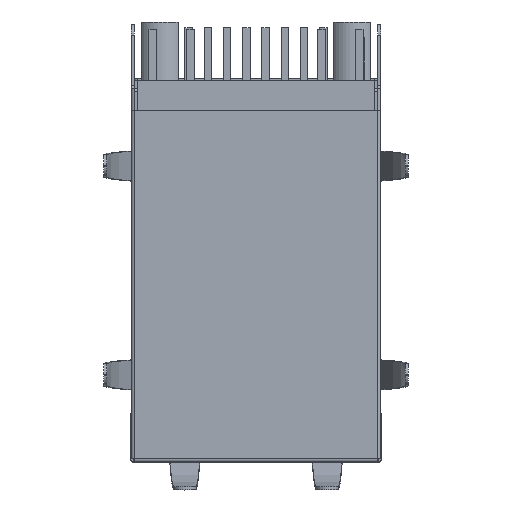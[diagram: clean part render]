
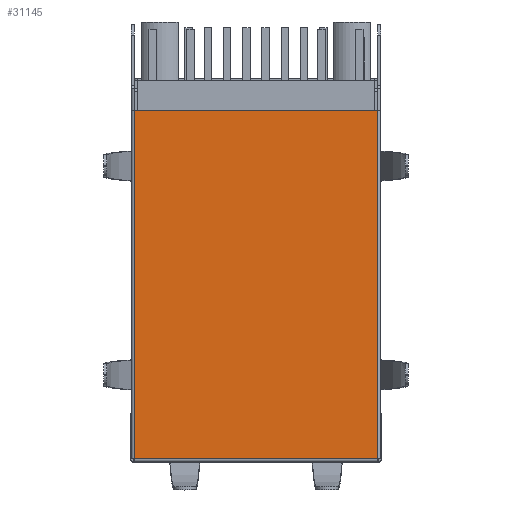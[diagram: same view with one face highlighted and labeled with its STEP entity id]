
A CAD part, top view. The second image highlights one B-rep face of the part: STEP entity #31145.
In plain terms, the highlighted planar face has unit normal (0, 0, 1).
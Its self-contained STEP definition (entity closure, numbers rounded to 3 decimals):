
#2376=ORIENTED_EDGE('',*,*,#11581,.T.);
#2377=ORIENTED_EDGE('',*,*,#11582,.T.);
#2378=ORIENTED_EDGE('',*,*,#11583,.T.);
#2379=ORIENTED_EDGE('',*,*,#11584,.T.);
#11581=EDGE_CURVE('',#16157,#16158,#19021,.T.);
#11582=EDGE_CURVE('',#16158,#16116,#19022,.T.);
#11583=EDGE_CURVE('',#16116,#15894,#19023,.T.);
#11584=EDGE_CURVE('',#15894,#16157,#19024,.T.);
#15894=VERTEX_POINT('',#44799);
#16116=VERTEX_POINT('',#45375);
#16157=VERTEX_POINT('',#45514);
#16158=VERTEX_POINT('',#45515);
#19021=LINE('',#45513,#22896);
#19022=LINE('',#45516,#22897);
#19023=LINE('',#45517,#22898);
#19024=LINE('',#45518,#22899);
#22896=VECTOR('',#36579,1000.);
#22897=VECTOR('',#36580,1000.);
#22898=VECTOR('',#36581,1000.);
#22899=VECTOR('',#36582,1000.);
#26369=EDGE_LOOP('',(#2376,#2377,#2378,#2379));
#28138=FACE_BOUND('',#26369,.T.);
#29850=PLANE('',#33417);
#31145=ADVANCED_FACE('',(#28138),#29850,.T.);
#33417=AXIS2_PLACEMENT_3D('',#45512,#36577,#36578);
#36577=DIRECTION('',(0.,0.,1.));
#36578=DIRECTION('',(0.,-1.,0.));
#36579=DIRECTION('',(-1.,0.,0.));
#36580=DIRECTION('',(0.,-1.,0.));
#36581=DIRECTION('',(1.,0.,0.));
#36582=DIRECTION('',(0.,1.,0.));
#44799=CARTESIAN_POINT('',(8.04,-12.495,14.195));
#45375=CARTESIAN_POINT('',(-8.04,-12.495,14.195));
#45512=CARTESIAN_POINT('',(0.,0.,14.195));
#45513=CARTESIAN_POINT('',(8.04,10.495,14.195));
#45514=CARTESIAN_POINT('',(8.04,10.495,14.195));
#45515=CARTESIAN_POINT('',(-8.04,10.495,14.195));
#45516=CARTESIAN_POINT('',(-8.04,-12.555,14.195));
#45517=CARTESIAN_POINT('',(-8.04,-12.495,14.195));
#45518=CARTESIAN_POINT('',(8.04,-12.555,14.195));
